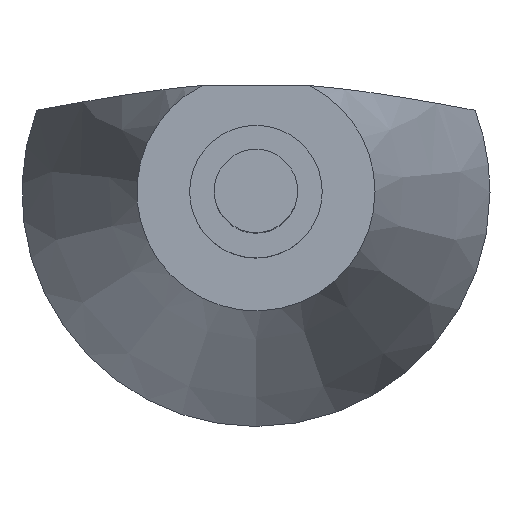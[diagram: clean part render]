
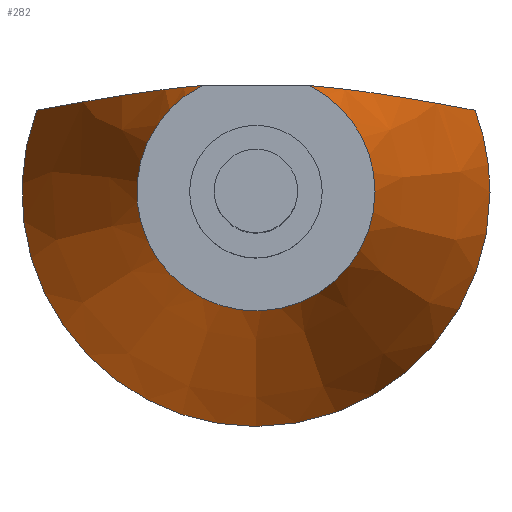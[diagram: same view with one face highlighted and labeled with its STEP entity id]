
A CAD part, top view. The second image highlights one B-rep face of the part: STEP entity #282.
In plain terms, the highlighted conical face has half-angle 16.605 degrees and reference radius 22.242 mm.
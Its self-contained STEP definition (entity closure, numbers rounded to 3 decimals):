
#187 = PLANE('',#188);
#188 = AXIS2_PLACEMENT_3D('',#189,#190,#191);
#189 = CARTESIAN_POINT('',(40.903,22.242,
    36.636));
#190 = DIRECTION('',(0.,0.,1.));
#191 = DIRECTION('',(1.,0.,-0.));
#203 = EDGE_CURVE('',#204,#206,#208,.T.);
#204 = VERTEX_POINT('',#205);
#205 = CARTESIAN_POINT('',(35.796,32.34,
    36.636));
#206 = VERTEX_POINT('',#207);
#207 = CARTESIAN_POINT('',(52.22,22.242,
    36.636));
#208 = SURFACE_CURVE('',#209,(#214,#221),.PCURVE_S1.);
#209 = CIRCLE('',#210,11.316);
#210 = AXIS2_PLACEMENT_3D('',#211,#212,#213);
#211 = CARTESIAN_POINT('',(40.903,22.242,
    36.636));
#212 = DIRECTION('',(0.,0.,1.));
#213 = DIRECTION('',(1.,0.,-0.));
#214 = PCURVE('',#187,#215);
#215 = DEFINITIONAL_REPRESENTATION('',(#216),#220);
#216 = CIRCLE('',#217,11.316);
#217 = AXIS2_PLACEMENT_2D('',#218,#219);
#218 = CARTESIAN_POINT('',(0.,0.));
#219 = DIRECTION('',(1.,0.));
#220 = ( GEOMETRIC_REPRESENTATION_CONTEXT(2) 
PARAMETRIC_REPRESENTATION_CONTEXT() REPRESENTATION_CONTEXT('2D SPACE',''
  ) );
#221 = PCURVE('',#222,#227);
#222 = CONICAL_SURFACE('',#223,22.242,0.29);
#223 = AXIS2_PLACEMENT_3D('',#224,#225,#226);
#224 = CARTESIAN_POINT('',(40.903,22.242,0.));
#225 = DIRECTION('',(-0.,-0.,-1.));
#226 = DIRECTION('',(1.,0.,-0.));
#227 = DEFINITIONAL_REPRESENTATION('',(#228),#231);
#228 = B_SPLINE_CURVE_WITH_KNOTS('',1,(#229,#230),.UNSPECIFIED.,.F.,.F.,
  (2,2),(2.039,6.283),.PIECEWISE_BEZIER_KNOTS.);
#229 = CARTESIAN_POINT('',(-2.039,-36.636));
#230 = CARTESIAN_POINT('',(-6.283,-36.636));
#231 = ( GEOMETRIC_REPRESENTATION_CONTEXT(2) 
PARAMETRIC_REPRESENTATION_CONTEXT() REPRESENTATION_CONTEXT('2D SPACE',''
  ) );
#233 = EDGE_CURVE('',#206,#234,#236,.T.);
#234 = VERTEX_POINT('',#235);
#235 = CARTESIAN_POINT('',(46.01,32.34,
    36.636));
#236 = SURFACE_CURVE('',#237,(#242,#249),.PCURVE_S1.);
#237 = CIRCLE('',#238,11.316);
#238 = AXIS2_PLACEMENT_3D('',#239,#240,#241);
#239 = CARTESIAN_POINT('',(40.903,22.242,
    36.636));
#240 = DIRECTION('',(0.,0.,1.));
#241 = DIRECTION('',(1.,0.,-0.));
#242 = PCURVE('',#187,#243);
#243 = DEFINITIONAL_REPRESENTATION('',(#244),#248);
#244 = CIRCLE('',#245,11.316);
#245 = AXIS2_PLACEMENT_2D('',#246,#247);
#246 = CARTESIAN_POINT('',(0.,0.));
#247 = DIRECTION('',(1.,0.));
#248 = ( GEOMETRIC_REPRESENTATION_CONTEXT(2) 
PARAMETRIC_REPRESENTATION_CONTEXT() REPRESENTATION_CONTEXT('2D SPACE',''
  ) );
#249 = PCURVE('',#222,#250);
#250 = DEFINITIONAL_REPRESENTATION('',(#251),#254);
#251 = B_SPLINE_CURVE_WITH_KNOTS('',1,(#252,#253),.UNSPECIFIED.,.F.,.F.,
  (2,2),(0.,1.103),.PIECEWISE_BEZIER_KNOTS.);
#252 = CARTESIAN_POINT('',(-6.283,-36.636));
#253 = CARTESIAN_POINT('',(-7.386,-36.636));
#254 = ( GEOMETRIC_REPRESENTATION_CONTEXT(2) 
PARAMETRIC_REPRESENTATION_CONTEXT() REPRESENTATION_CONTEXT('2D SPACE',''
  ) );
#269 = PLANE('',#270);
#270 = AXIS2_PLACEMENT_3D('',#271,#272,#273);
#271 = CARTESIAN_POINT('',(81.807,35.245,
    82.932));
#272 = DIRECTION('',(0.,-0.998,0.063));
#273 = DIRECTION('',(0.,-0.063,-0.998));
#282 = ADVANCED_FACE('',(#283),#222,.T.);
#283 = FACE_BOUND('',#284,.T.);
#284 = EDGE_LOOP('',(#285,#315,#338,#366,#367,#368,#398));
#285 = ORIENTED_EDGE('',*,*,#286,.T.);
#286 = EDGE_CURVE('',#287,#289,#291,.T.);
#287 = VERTEX_POINT('',#288);
#288 = CARTESIAN_POINT('',(40.903,0.,0.));
#289 = VERTEX_POINT('',#290);
#290 = CARTESIAN_POINT('',(63.145,22.242,0.));
#291 = SURFACE_CURVE('',#292,(#297,#303),.PCURVE_S1.);
#292 = CIRCLE('',#293,22.242);
#293 = AXIS2_PLACEMENT_3D('',#294,#295,#296);
#294 = CARTESIAN_POINT('',(40.903,22.242,0.));
#295 = DIRECTION('',(0.,0.,1.));
#296 = DIRECTION('',(1.,0.,-0.));
#297 = PCURVE('',#222,#298);
#298 = DEFINITIONAL_REPRESENTATION('',(#299),#302);
#299 = B_SPLINE_CURVE_WITH_KNOTS('',1,(#300,#301),.UNSPECIFIED.,.F.,.F.,
  (2,2),(4.712,6.283),.PIECEWISE_BEZIER_KNOTS.);
#300 = CARTESIAN_POINT('',(-4.712,0.));
#301 = CARTESIAN_POINT('',(-6.283,0.));
#302 = ( GEOMETRIC_REPRESENTATION_CONTEXT(2) 
PARAMETRIC_REPRESENTATION_CONTEXT() REPRESENTATION_CONTEXT('2D SPACE',''
  ) );
#303 = PCURVE('',#304,#309);
#304 = PLANE('',#305);
#305 = AXIS2_PLACEMENT_3D('',#306,#307,#308);
#306 = CARTESIAN_POINT('',(0.,0.,0.));
#307 = DIRECTION('',(0.,0.,1.));
#308 = DIRECTION('',(1.,0.,-0.));
#309 = DEFINITIONAL_REPRESENTATION('',(#310),#314);
#310 = CIRCLE('',#311,22.242);
#311 = AXIS2_PLACEMENT_2D('',#312,#313);
#312 = CARTESIAN_POINT('',(40.903,22.242));
#313 = DIRECTION('',(1.,0.));
#314 = ( GEOMETRIC_REPRESENTATION_CONTEXT(2) 
PARAMETRIC_REPRESENTATION_CONTEXT() REPRESENTATION_CONTEXT('2D SPACE',''
  ) );
#315 = ORIENTED_EDGE('',*,*,#316,.T.);
#316 = EDGE_CURVE('',#289,#317,#319,.T.);
#317 = VERTEX_POINT('',#318);
#318 = CARTESIAN_POINT('',(61.733,30.042,0.));
#319 = SURFACE_CURVE('',#320,(#325,#331),.PCURVE_S1.);
#320 = CIRCLE('',#321,22.242);
#321 = AXIS2_PLACEMENT_3D('',#322,#323,#324);
#322 = CARTESIAN_POINT('',(40.903,22.242,0.));
#323 = DIRECTION('',(0.,0.,1.));
#324 = DIRECTION('',(1.,0.,-0.));
#325 = PCURVE('',#222,#326);
#326 = DEFINITIONAL_REPRESENTATION('',(#327),#330);
#327 = B_SPLINE_CURVE_WITH_KNOTS('',1,(#328,#329),.UNSPECIFIED.,.F.,.F.,
  (2,2),(0.,0.358),.PIECEWISE_BEZIER_KNOTS.);
#328 = CARTESIAN_POINT('',(-6.283,0.));
#329 = CARTESIAN_POINT('',(-6.641,0.));
#330 = ( GEOMETRIC_REPRESENTATION_CONTEXT(2) 
PARAMETRIC_REPRESENTATION_CONTEXT() REPRESENTATION_CONTEXT('2D SPACE',''
  ) );
#331 = PCURVE('',#304,#332);
#332 = DEFINITIONAL_REPRESENTATION('',(#333),#337);
#333 = CIRCLE('',#334,22.242);
#334 = AXIS2_PLACEMENT_2D('',#335,#336);
#335 = CARTESIAN_POINT('',(40.903,22.242));
#336 = DIRECTION('',(1.,0.));
#337 = ( GEOMETRIC_REPRESENTATION_CONTEXT(2) 
PARAMETRIC_REPRESENTATION_CONTEXT() REPRESENTATION_CONTEXT('2D SPACE',''
  ) );
#338 = ORIENTED_EDGE('',*,*,#339,.F.);
#339 = EDGE_CURVE('',#234,#317,#340,.T.);
#340 = SURFACE_CURVE('',#341,(#346,#359),.PCURVE_S1.);
#341 = HYPERBOLA('',#342,43.872,12.765);
#342 = AXIS2_PLACEMENT_3D('',#343,#344,#345);
#343 = CARTESIAN_POINT('',(40.903,35.299,
    83.797));
#344 = DIRECTION('',(0.,-0.998,0.063));
#345 = DIRECTION('',(-0.,-0.063,-0.998));
#346 = PCURVE('',#222,#347);
#347 = DEFINITIONAL_REPRESENTATION('',(#348),#358);
#348 = B_SPLINE_CURVE_WITH_KNOTS('',8,(#349,#350,#351,#352,#353,#354,
    #355,#356,#357),.UNSPECIFIED.,.F.,.F.,(9,9),(0.39,
    1.266),.PIECEWISE_BEZIER_KNOTS.);
#349 = CARTESIAN_POINT('',(-7.386,-36.636));
#350 = CARTESIAN_POINT('',(-7.262,-34.719));
#351 = CARTESIAN_POINT('',(-7.146,-32.156));
#352 = CARTESIAN_POINT('',(-7.039,-28.913));
#353 = CARTESIAN_POINT('',(-6.941,-24.937));
#354 = CARTESIAN_POINT('',(-6.853,-20.16));
#355 = CARTESIAN_POINT('',(-6.775,-14.492));
#356 = CARTESIAN_POINT('',(-6.704,-7.82));
#357 = CARTESIAN_POINT('',(-6.641,0.));
#358 = ( GEOMETRIC_REPRESENTATION_CONTEXT(2) 
PARAMETRIC_REPRESENTATION_CONTEXT() REPRESENTATION_CONTEXT('2D SPACE',''
  ) );
#359 = PCURVE('',#269,#360);
#360 = DEFINITIONAL_REPRESENTATION('',(#361),#365);
#361 = ( BOUNDED_CURVE() B_SPLINE_CURVE(2,(#362,#363,#364),
.UNSPECIFIED.,.F.,.F.) B_SPLINE_CURVE_WITH_KNOTS((3,3),(0.39,
1.266),.PIECEWISE_BEZIER_KNOTS.) CURVE() 
GEOMETRIC_REPRESENTATION_ITEM() RATIONAL_B_SPLINE_CURVE((1.,
1.097,1.)) REPRESENTATION_ITEM('') );
#362 = CARTESIAN_POINT('',(46.386,-35.796));
#363 = CARTESIAN_POINT('',(53.614,-30.135));
#364 = CARTESIAN_POINT('',(83.095,-20.074));
#365 = ( GEOMETRIC_REPRESENTATION_CONTEXT(2) 
PARAMETRIC_REPRESENTATION_CONTEXT() REPRESENTATION_CONTEXT('2D SPACE',''
  ) );
#366 = ORIENTED_EDGE('',*,*,#233,.F.);
#367 = ORIENTED_EDGE('',*,*,#203,.F.);
#368 = ORIENTED_EDGE('',*,*,#369,.F.);
#369 = EDGE_CURVE('',#370,#204,#372,.T.);
#370 = VERTEX_POINT('',#371);
#371 = CARTESIAN_POINT('',(20.074,30.042,0.));
#372 = SURFACE_CURVE('',#373,(#378,#391),.PCURVE_S1.);
#373 = HYPERBOLA('',#374,43.872,12.765);
#374 = AXIS2_PLACEMENT_3D('',#375,#376,#377);
#375 = CARTESIAN_POINT('',(40.903,35.299,
    83.797));
#376 = DIRECTION('',(0.,-0.998,0.063));
#377 = DIRECTION('',(-0.,-0.063,-0.998));
#378 = PCURVE('',#222,#379);
#379 = DEFINITIONAL_REPRESENTATION('',(#380),#390);
#380 = B_SPLINE_CURVE_WITH_KNOTS('',8,(#381,#382,#383,#384,#385,#386,
    #387,#388,#389),.UNSPECIFIED.,.F.,.F.,(9,9),(-1.266,
    -0.39),.PIECEWISE_BEZIER_KNOTS.);
#381 = CARTESIAN_POINT('',(-2.783,0.));
#382 = CARTESIAN_POINT('',(-2.72,-7.82));
#383 = CARTESIAN_POINT('',(-2.65,-14.492));
#384 = CARTESIAN_POINT('',(-2.571,-20.16));
#385 = CARTESIAN_POINT('',(-2.484,-24.937));
#386 = CARTESIAN_POINT('',(-2.386,-28.913));
#387 = CARTESIAN_POINT('',(-2.279,-32.156));
#388 = CARTESIAN_POINT('',(-2.162,-34.719));
#389 = CARTESIAN_POINT('',(-2.039,-36.636));
#390 = ( GEOMETRIC_REPRESENTATION_CONTEXT(2) 
PARAMETRIC_REPRESENTATION_CONTEXT() REPRESENTATION_CONTEXT('2D SPACE',''
  ) );
#391 = PCURVE('',#269,#392);
#392 = DEFINITIONAL_REPRESENTATION('',(#393),#397);
#393 = ( BOUNDED_CURVE() B_SPLINE_CURVE(2,(#394,#395,#396),
.UNSPECIFIED.,.F.,.F.) B_SPLINE_CURVE_WITH_KNOTS((3,3),(-1.266,
-0.39),.PIECEWISE_BEZIER_KNOTS.) CURVE() 
GEOMETRIC_REPRESENTATION_ITEM() RATIONAL_B_SPLINE_CURVE((1.,
1.097,1.)) REPRESENTATION_ITEM('') );
#394 = CARTESIAN_POINT('',(83.095,-61.733));
#395 = CARTESIAN_POINT('',(53.614,-51.672));
#396 = CARTESIAN_POINT('',(46.386,-46.01));
#397 = ( GEOMETRIC_REPRESENTATION_CONTEXT(2) 
PARAMETRIC_REPRESENTATION_CONTEXT() REPRESENTATION_CONTEXT('2D SPACE',''
  ) );
#398 = ORIENTED_EDGE('',*,*,#399,.T.);
#399 = EDGE_CURVE('',#370,#287,#400,.T.);
#400 = SURFACE_CURVE('',#401,(#406,#412),.PCURVE_S1.);
#401 = CIRCLE('',#402,22.242);
#402 = AXIS2_PLACEMENT_3D('',#403,#404,#405);
#403 = CARTESIAN_POINT('',(40.903,22.242,0.));
#404 = DIRECTION('',(0.,0.,1.));
#405 = DIRECTION('',(1.,0.,-0.));
#406 = PCURVE('',#222,#407);
#407 = DEFINITIONAL_REPRESENTATION('',(#408),#411);
#408 = B_SPLINE_CURVE_WITH_KNOTS('',1,(#409,#410),.UNSPECIFIED.,.F.,.F.,
  (2,2),(2.783,4.712),.PIECEWISE_BEZIER_KNOTS.);
#409 = CARTESIAN_POINT('',(-2.783,0.));
#410 = CARTESIAN_POINT('',(-4.712,0.));
#411 = ( GEOMETRIC_REPRESENTATION_CONTEXT(2) 
PARAMETRIC_REPRESENTATION_CONTEXT() REPRESENTATION_CONTEXT('2D SPACE',''
  ) );
#412 = PCURVE('',#304,#413);
#413 = DEFINITIONAL_REPRESENTATION('',(#414),#418);
#414 = CIRCLE('',#415,22.242);
#415 = AXIS2_PLACEMENT_2D('',#416,#417);
#416 = CARTESIAN_POINT('',(40.903,22.242));
#417 = DIRECTION('',(1.,0.));
#418 = ( GEOMETRIC_REPRESENTATION_CONTEXT(2) 
PARAMETRIC_REPRESENTATION_CONTEXT() REPRESENTATION_CONTEXT('2D SPACE',''
  ) );
